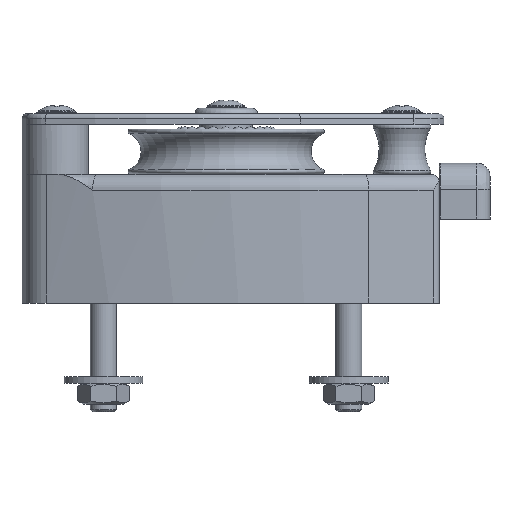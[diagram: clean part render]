
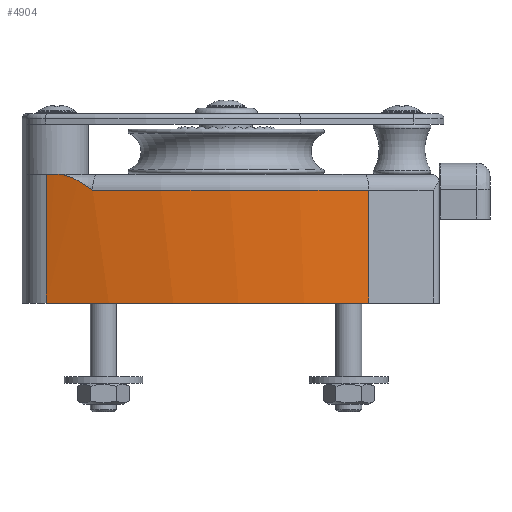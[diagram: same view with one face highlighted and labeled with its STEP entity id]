
A CAD part, front view. The second image highlights one B-rep face of the part: STEP entity #4904.
In plain terms, the highlighted cylindrical face has radius 224.17 mm (diameter 448.339 mm), a partial arc.
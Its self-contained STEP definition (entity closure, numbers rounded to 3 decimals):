
#492=B_SPLINE_CURVE_WITH_KNOTS('',3,(#8683,#8684,#8685,#8686,#8687,#8688,
#8689,#8690,#8691,#8692),.UNSPECIFIED.,.F.,.F.,(4,2,2,2,4),(-0.001,
0.,0.861,1.344,1.469),.UNSPECIFIED.);
#751=FACE_OUTER_BOUND('',#1201,.T.);
#1201=EDGE_LOOP('',(#4247,#4248,#4249,#4250,#4251,#4252,#4253));
#1347=CIRCLE('',#5036,224.17);
#1537=CIRCLE('',#5435,224.17);
#1566=CIRCLE('',#5494,224.17);
#1567=CIRCLE('',#5495,224.17);
#1869=LINE('',#8676,#2113);
#1870=LINE('',#8679,#2114);
#2113=VECTOR('',#6883,10.);
#2114=VECTOR('',#6886,10.);
#2202=VERTEX_POINT('',#7428);
#2213=VERTEX_POINT('',#7454);
#2214=VERTEX_POINT('',#7456);
#2488=VERTEX_POINT('',#8505);
#2531=VERTEX_POINT('',#8678);
#2532=VERTEX_POINT('',#8680);
#2533=VERTEX_POINT('',#8682);
#2696=EDGE_CURVE('',#2214,#2213,#1347,.T.);
#3067=EDGE_CURVE('',#2488,#2202,#1537,.T.);
#3129=EDGE_CURVE('',#2214,#2488,#1869,.T.);
#3130=EDGE_CURVE('',#2213,#2531,#1870,.T.);
#3131=EDGE_CURVE('',#2532,#2531,#1566,.T.);
#3132=EDGE_CURVE('',#2532,#2533,#492,.T.);
#3133=EDGE_CURVE('',#2202,#2533,#1567,.T.);
#4247=ORIENTED_EDGE('',*,*,#3129,.F.);
#4248=ORIENTED_EDGE('',*,*,#2696,.T.);
#4249=ORIENTED_EDGE('',*,*,#3130,.T.);
#4250=ORIENTED_EDGE('',*,*,#3131,.F.);
#4251=ORIENTED_EDGE('',*,*,#3132,.T.);
#4252=ORIENTED_EDGE('',*,*,#3133,.F.);
#4253=ORIENTED_EDGE('',*,*,#3067,.F.);
#4613=CYLINDRICAL_SURFACE('',#5493,224.17);
#4904=ADVANCED_FACE('',(#751),#4613,.T.);
#5036=AXIS2_PLACEMENT_3D('',#7457,#5809,#5810);
#5435=AXIS2_PLACEMENT_3D('',#8507,#6738,#6739);
#5493=AXIS2_PLACEMENT_3D('',#8677,#6884,#6885);
#5494=AXIS2_PLACEMENT_3D('',#8681,#6887,#6888);
#5495=AXIS2_PLACEMENT_3D('',#8693,#6889,#6890);
#5809=DIRECTION('center_axis',(0.,0.,
1.));
#5810=DIRECTION('ref_axis',(-0.34,-0.94,0.));
#6738=DIRECTION('center_axis',(0.,0.,
1.));
#6739=DIRECTION('ref_axis',(-0.34,-0.94,0.));
#6883=DIRECTION('',(0.,0.,1.));
#6884=DIRECTION('center_axis',(0.,0.,
1.));
#6885=DIRECTION('ref_axis',(-0.34,-0.94,0.));
#6886=DIRECTION('',(0.,0.,1.));
#6887=DIRECTION('center_axis',(0.,0.,
1.));
#6888=DIRECTION('ref_axis',(-0.34,-0.94,0.));
#6889=DIRECTION('center_axis',(0.,0.,
1.));
#6890=DIRECTION('ref_axis',(-0.34,-0.94,0.));
#7428=CARTESIAN_POINT('',(-68.255,-24.404,49.));
#7454=CARTESIAN_POINT('',(54.291,-32.76,0.));
#7456=CARTESIAN_POINT('',(-68.587,-24.284,0.));
#7457=CARTESIAN_POINT('Origin',(7.684,186.511,0.));
#8505=CARTESIAN_POINT('',(-68.587,-24.284,49.));
#8507=CARTESIAN_POINT('Origin',(7.684,186.511,49.));
#8676=CARTESIAN_POINT('',(-68.587,-24.284,0.));
#8677=CARTESIAN_POINT('Origin',(7.684,186.511,0.));
#8678=CARTESIAN_POINT('',(54.291,-32.76,43.));
#8679=CARTESIAN_POINT('',(54.291,-32.76,0.));
#8680=CARTESIAN_POINT('',(-50.847,-29.882,43.));
#8681=CARTESIAN_POINT('Origin',(7.684,186.511,43.));
#8682=CARTESIAN_POINT('',(-64.104,-25.853,49.));
#8683=CARTESIAN_POINT('Ctrl Pts',(-50.847,-29.882,43.));
#8684=CARTESIAN_POINT('Ctrl Pts',(-50.85,-29.881,43.003));
#8685=CARTESIAN_POINT('Ctrl Pts',(-50.854,-29.88,43.005));
#8686=CARTESIAN_POINT('Ctrl Pts',(-53.155,-29.258,44.614));
#8687=CARTESIAN_POINT('Ctrl Pts',(-55.64,-28.546,46.37));
#8688=CARTESIAN_POINT('Ctrl Pts',(-59.744,-27.282,48.236));
#8689=CARTESIAN_POINT('Ctrl Pts',(-61.295,-26.788,48.744));
#8690=CARTESIAN_POINT('Ctrl Pts',(-63.282,-26.129,48.975));
#8691=CARTESIAN_POINT('Ctrl Pts',(-63.694,-25.991,49.));
#8692=CARTESIAN_POINT('Ctrl Pts',(-64.104,-25.853,49.));
#8693=CARTESIAN_POINT('Origin',(7.684,186.511,49.));
